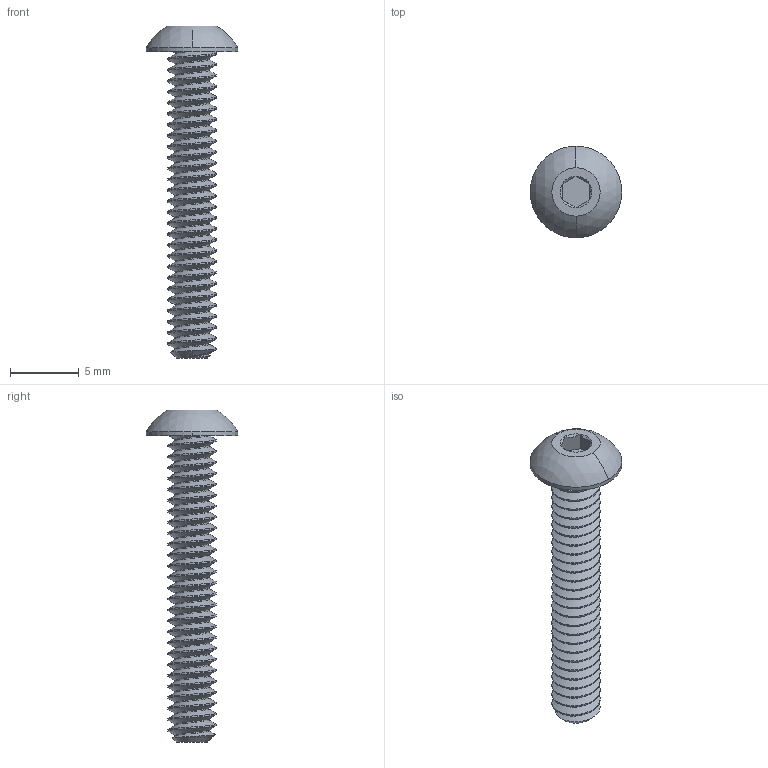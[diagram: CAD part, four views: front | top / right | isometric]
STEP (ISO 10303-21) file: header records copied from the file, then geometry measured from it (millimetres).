
FILE_DESCRIPTION (( 'STEP AP203' ), '1' );
FILE_NAME ('92949A152.step', '2014-02-25T18:19:34', ( '' ), ( '' ), 'SwSTEP 2.0', 'SolidWorks 2012', '' );
FILE_SCHEMA (( 'CONFIG_CONTROL_DESIGN' ));
Length unit declared in the file: inch
Products named in the file (1): 92949A152
Bounding box: 6.65 x 6.65 x 24.08 mm (x, y, z)
Volume: 199.5 mm3; surface area: 457.3 mm2
Topology: 1 solids, 1 shells, 82 faces, 222 edges, 144 vertices
Faces by surface type: cylinder 57, cone 10, plane 10, bspline 3, sphere 2
Entity records: 6920 total; most frequent: CARTESIAN_POINT 5141, ORIENTED_EDGE 444, DIRECTION 274, EDGE_CURVE 222, VERTEX_POINT 144, AXIS2_PLACEMENT_3D 101, EDGE_LOOP 84, ADVANCED_FACE 82
